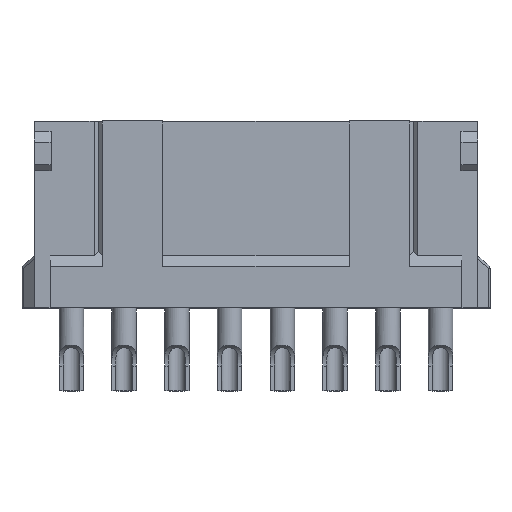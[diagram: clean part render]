
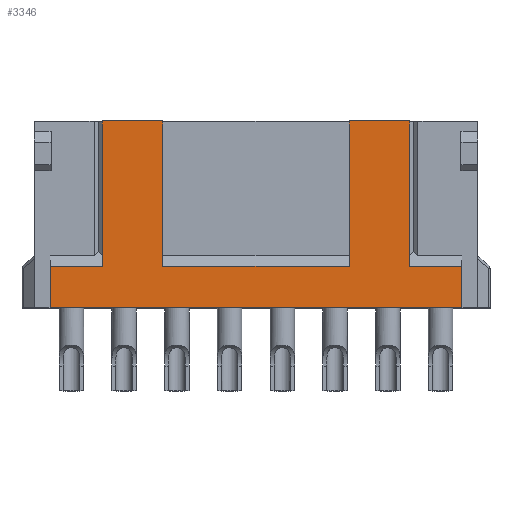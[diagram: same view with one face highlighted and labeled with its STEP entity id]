
A CAD part, top view. The second image highlights one B-rep face of the part: STEP entity #3346.
In plain terms, the highlighted planar face has unit normal (0, 0, 1).
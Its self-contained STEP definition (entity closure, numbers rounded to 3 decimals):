
#13=DIRECTION('',(1.,0.,0.));
#14=VECTOR('',#13,2.9);
#15=CARTESIAN_POINT('',(4.5,6.5,2.5));
#16=LINE('',#15,#14);
#29=DIRECTION('',(1.,0.,0.));
#30=VECTOR('',#29,2.9);
#31=CARTESIAN_POINT('',(-7.4,6.5,2.5));
#32=LINE('',#31,#30);
#321=DIRECTION('',(0.,-1.,0.));
#322=VECTOR('',#321,7.);
#323=CARTESIAN_POINT('',(-4.5,6.5,2.5));
#324=LINE('',#323,#322);
#365=DIRECTION('',(1.,0.,0.));
#366=VECTOR('',#365,9.);
#367=CARTESIAN_POINT('',(-4.5,-0.5,2.5));
#368=LINE('',#367,#366);
#369=DIRECTION('',(0.,-1.,0.));
#370=VECTOR('',#369,7.);
#371=CARTESIAN_POINT('',(4.5,6.5,2.5));
#372=LINE('',#371,#370);
#373=DIRECTION('',(1.,0.,0.));
#374=VECTOR('',#373,2.52);
#375=CARTESIAN_POINT('',(7.4,-0.5,2.5));
#376=LINE('',#375,#374);
#377=DIRECTION('',(0.,1.,0.));
#378=VECTOR('',#377,2.);
#379=CARTESIAN_POINT('',(9.92,-2.5,2.5));
#380=LINE('',#379,#378);
#381=DIRECTION('',(0.,1.,0.));
#382=VECTOR('',#381,2.);
#383=CARTESIAN_POINT('',(-9.92,-2.5,2.5));
#384=LINE('',#383,#382);
#385=DIRECTION('',(1.,0.,0.));
#386=VECTOR('',#385,2.52);
#387=CARTESIAN_POINT('',(-9.92,-0.5,2.5));
#388=LINE('',#387,#386);
#389=DIRECTION('',(0.,-1.,0.));
#390=VECTOR('',#389,7.);
#391=CARTESIAN_POINT('',(-7.4,6.5,2.5));
#392=LINE('',#391,#390);
#397=DIRECTION('',(0.,-1.,0.));
#398=VECTOR('',#397,7.);
#399=CARTESIAN_POINT('',(7.4,6.5,2.5));
#400=LINE('',#399,#398);
#595=DIRECTION('',(1.,0.,0.));
#596=VECTOR('',#595,19.84);
#597=CARTESIAN_POINT('',(-9.92,-2.5,2.5));
#598=LINE('',#597,#596);
#2439=CARTESIAN_POINT('',(-7.4,6.5,2.5));
#2440=CARTESIAN_POINT('',(-4.5,6.5,2.5));
#2441=VERTEX_POINT('',#2439);
#2442=VERTEX_POINT('',#2440);
#2443=CARTESIAN_POINT('',(4.5,6.5,2.5));
#2444=CARTESIAN_POINT('',(7.4,6.5,2.5));
#2445=VERTEX_POINT('',#2443);
#2446=VERTEX_POINT('',#2444);
#2455=CARTESIAN_POINT('',(-7.4,-0.5,2.5));
#2456=VERTEX_POINT('',#2455);
#2457=CARTESIAN_POINT('',(-4.5,-0.5,2.5));
#2458=VERTEX_POINT('',#2457);
#2459=CARTESIAN_POINT('',(4.5,-0.5,2.5));
#2460=VERTEX_POINT('',#2459);
#2461=CARTESIAN_POINT('',(7.4,-0.5,2.5));
#2462=VERTEX_POINT('',#2461);
#2467=CARTESIAN_POINT('',(-9.92,-2.5,2.5));
#2468=VERTEX_POINT('',#2467);
#2469=CARTESIAN_POINT('',(9.92,-2.5,2.5));
#2471=VERTEX_POINT('',#2469);
#2475=CARTESIAN_POINT('',(-9.92,-0.5,2.5));
#2476=VERTEX_POINT('',#2475);
#2477=CARTESIAN_POINT('',(9.92,-0.5,2.5));
#2478=VERTEX_POINT('',#2477);
#3322=CARTESIAN_POINT('',(-11.27,0.,2.5));
#3323=DIRECTION('',(0.,0.,1.));
#3324=DIRECTION('',(1.,0.,0.));
#3325=AXIS2_PLACEMENT_3D('',#3322,#3323,#3324);
#3326=PLANE('',#3325);
#3327=ORIENTED_EDGE('',*,*,#3267,.T.);
#3328=ORIENTED_EDGE('',*,*,#3316,.F.);
#3329=ORIENTED_EDGE('',*,*,#3024,.T.);
#3331=ORIENTED_EDGE('',*,*,#3330,.T.);
#3332=ORIENTED_EDGE('',*,*,#3304,.T.);
#3334=ORIENTED_EDGE('',*,*,#3333,.F.);
#3336=ORIENTED_EDGE('',*,*,#3335,.F.);
#3338=ORIENTED_EDGE('',*,*,#3337,.T.);
#3339=ORIENTED_EDGE('',*,*,#3284,.T.);
#3341=ORIENTED_EDGE('',*,*,#3340,.F.);
#3342=ORIENTED_EDGE('',*,*,#3032,.T.);
#3343=ORIENTED_EDGE('',*,*,#3252,.T.);
#3344=EDGE_LOOP('',(#3327,#3328,#3329,#3331,#3332,#3334,#3336,#3338,#3339,#3341,
#3342,#3343));
#3345=FACE_OUTER_BOUND('',#3344,.F.);
#3024=EDGE_CURVE('',#2445,#2446,#16,.T.);
#3032=EDGE_CURVE('',#2441,#2442,#32,.T.);
#3252=EDGE_CURVE('',#2442,#2458,#324,.T.);
#3267=EDGE_CURVE('',#2458,#2460,#368,.T.);
#3284=EDGE_CURVE('',#2476,#2456,#388,.T.);
#3304=EDGE_CURVE('',#2462,#2478,#376,.T.);
#3316=EDGE_CURVE('',#2445,#2460,#372,.T.);
#3330=EDGE_CURVE('',#2446,#2462,#400,.T.);
#3333=EDGE_CURVE('',#2471,#2478,#380,.T.);
#3335=EDGE_CURVE('',#2468,#2471,#598,.T.);
#3337=EDGE_CURVE('',#2468,#2476,#384,.T.);
#3340=EDGE_CURVE('',#2441,#2456,#392,.T.);
#3346=ADVANCED_FACE('',(#3345),#3326,.T.);
